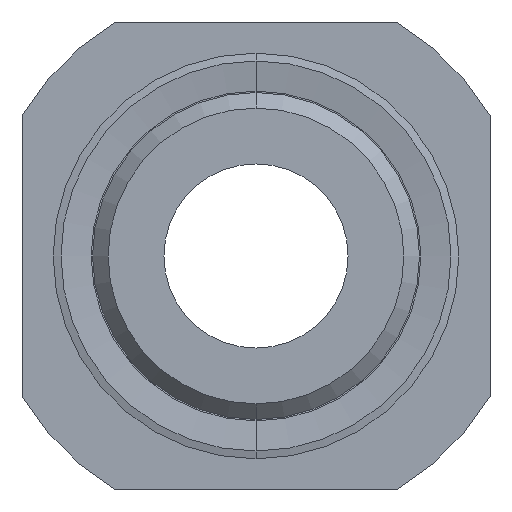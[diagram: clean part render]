
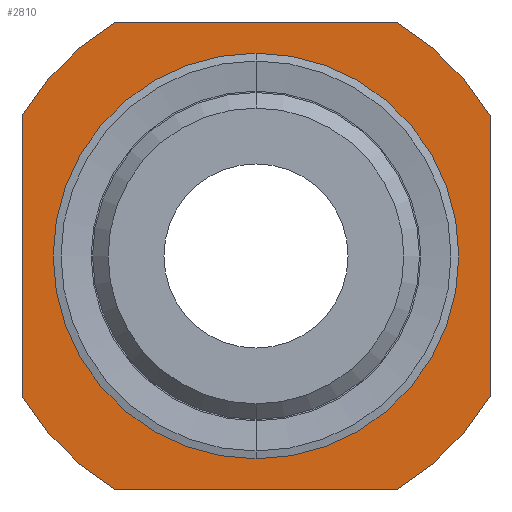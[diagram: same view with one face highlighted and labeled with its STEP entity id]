
A CAD part, left-side view. The second image highlights one B-rep face of the part: STEP entity #2810.
In plain terms, the highlighted planar face has unit normal (-1, 0, 0).
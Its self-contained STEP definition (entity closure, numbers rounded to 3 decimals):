
#44 = LINE ( 'NONE', #4699, #4031 ) ;
#86 = CIRCLE ( 'NONE', #4050, 13. ) ;
#119 = AXIS2_PLACEMENT_3D ( 'NONE', #880, #578, #4645 ) ;
#162 = ORIENTED_EDGE ( 'NONE', *, *, #3510, .T. ) ;
#287 = ORIENTED_EDGE ( 'NONE', *, *, #3698, .T. ) ;
#480 = VECTOR ( 'NONE', #4293, 1000. ) ;
#483 = VECTOR ( 'NONE', #1899, 1000. ) ;
#503 = EDGE_LOOP ( 'NONE', ( #3821, #2583 ) ) ;
#505 = VERTEX_POINT ( 'NONE', #4482 ) ;
#514 = EDGE_CURVE ( 'NONE', #4342, #2284, #86, .T. ) ;
#569 = VERTEX_POINT ( 'NONE', #4594 ) ;
#578 = DIRECTION ( 'NONE',  ( 1., 0., 0. ) ) ;
#688 = CIRCLE ( 'NONE', #1175, 17.5 ) ;
#695 = DIRECTION ( 'NONE',  ( 0., 0., -1. ) ) ;
#880 = CARTESIAN_POINT ( 'NONE',  ( -36., 0., 0. ) ) ;
#891 = EDGE_CURVE ( 'NONE', #2489, #4465, #44, .T. ) ;
#898 = CIRCLE ( 'NONE', #5105, 17.5 ) ;
#933 = DIRECTION ( 'NONE',  ( 0., 0., -1. ) ) ;
#996 = LINE ( 'NONE', #4315, #483 ) ;
#1072 = CIRCLE ( 'NONE', #3174, 17.5 ) ;
#1175 = AXIS2_PLACEMENT_3D ( 'NONE', #3166, #3081, #695 ) ;
#1272 = FACE_OUTER_BOUND ( 'NONE', #1964, .T. ) ;
#1320 = EDGE_CURVE ( 'NONE', #1702, #569, #3536, .T. ) ;
#1349 = CARTESIAN_POINT ( 'NONE',  ( -36., 0., 13. ) ) ;
#1413 = VERTEX_POINT ( 'NONE', #1842 ) ;
#1543 = CARTESIAN_POINT ( 'NONE',  ( -36., 0., 0. ) ) ;
#1702 = VERTEX_POINT ( 'NONE', #4554 ) ;
#1723 = ORIENTED_EDGE ( 'NONE', *, *, #4409, .T. ) ;
#1842 = CARTESIAN_POINT ( 'NONE',  ( -36., 15., 9.014 ) ) ;
#1899 = DIRECTION ( 'NONE',  ( 0., -1., 0. ) ) ;
#1964 = EDGE_LOOP ( 'NONE', ( #1723, #2872, #4476, #287, #162, #2883, #3341, #3853 ) ) ;
#2284 = VERTEX_POINT ( 'NONE', #3470 ) ;
#2307 = DIRECTION ( 'NONE',  ( -1., 0., 0. ) ) ;
#2331 = DIRECTION ( 'NONE',  ( 0., 0., -1. ) ) ;
#2448 = DIRECTION ( 'NONE',  ( 0., 0., -1. ) ) ;
#2466 = CIRCLE ( 'NONE', #119, 13. ) ;
#2467 = CARTESIAN_POINT ( 'NONE',  ( -36., -9.014, -15. ) ) ;
#2489 = VERTEX_POINT ( 'NONE', #4147 ) ;
#2507 = PLANE ( 'NONE',  #4099 ) ;
#2583 = ORIENTED_EDGE ( 'NONE', *, *, #514, .T. ) ;
#2810 = ADVANCED_FACE ( 'NONE', ( #1272, #4079 ), #2507, .F. ) ;
#2872 = ORIENTED_EDGE ( 'NONE', *, *, #3552, .T. ) ;
#2873 = EDGE_CURVE ( 'NONE', #2284, #4342, #2466, .T. ) ;
#2883 = ORIENTED_EDGE ( 'NONE', *, *, #1320, .T. ) ;
#3064 = CARTESIAN_POINT ( 'NONE',  ( -36., 9.014, -15. ) ) ;
#3081 = DIRECTION ( 'NONE',  ( -1., 0., 0. ) ) ;
#3134 = DIRECTION ( 'NONE',  ( 0., 1., 0. ) ) ;
#3166 = CARTESIAN_POINT ( 'NONE',  ( -36., 0., 0. ) ) ;
#3174 = AXIS2_PLACEMENT_3D ( 'NONE', #1543, #2307, #2331 ) ;
#3279 = DIRECTION ( 'NONE',  ( -1., 0., 0. ) ) ;
#3323 = DIRECTION ( 'NONE',  ( 1., 0., 0. ) ) ;
#3341 = ORIENTED_EDGE ( 'NONE', *, *, #3988, .T. ) ;
#3421 = VERTEX_POINT ( 'NONE', #2467 ) ;
#3470 = CARTESIAN_POINT ( 'NONE',  ( -36., 0., -13. ) ) ;
#3510 = EDGE_CURVE ( 'NONE', #3421, #1702, #1072, .T. ) ;
#3536 = LINE ( 'NONE', #4697, #480 ) ;
#3552 = EDGE_CURVE ( 'NONE', #1413, #505, #4750, .T. ) ;
#3613 = VECTOR ( 'NONE', #4474, 1000. ) ;
#3698 = EDGE_CURVE ( 'NONE', #5024, #3421, #996, .T. ) ;
#3821 = ORIENTED_EDGE ( 'NONE', *, *, #2873, .T. ) ;
#3853 = ORIENTED_EDGE ( 'NONE', *, *, #891, .T. ) ;
#3938 = CARTESIAN_POINT ( 'NONE',  ( -36., 15., -15. ) ) ;
#3988 = EDGE_CURVE ( 'NONE', #569, #2489, #4739, .T. ) ;
#4031 = VECTOR ( 'NONE', #3134, 1000. ) ;
#4050 = AXIS2_PLACEMENT_3D ( 'NONE', #4547, #3323, #933 ) ;
#4079 = FACE_BOUND ( 'NONE', #503, .T. ) ;
#4095 = EDGE_CURVE ( 'NONE', #505, #5024, #898, .T. ) ;
#4099 = AXIS2_PLACEMENT_3D ( 'NONE', #4890, #4456, #2448 ) ;
#4147 = CARTESIAN_POINT ( 'NONE',  ( -36., -9.014, 15. ) ) ;
#4293 = DIRECTION ( 'NONE',  ( 0., 0., 1. ) ) ;
#4307 = DIRECTION ( 'NONE',  ( 0., 0., -1. ) ) ;
#4310 = CARTESIAN_POINT ( 'NONE',  ( -36., 9.014, 15. ) ) ;
#4315 = CARTESIAN_POINT ( 'NONE',  ( -36., -15., -15. ) ) ;
#4342 = VERTEX_POINT ( 'NONE', #1349 ) ;
#4409 = EDGE_CURVE ( 'NONE', #4465, #1413, #688, .T. ) ;
#4456 = DIRECTION ( 'NONE',  ( 1., 0., 0. ) ) ;
#4465 = VERTEX_POINT ( 'NONE', #4310 ) ;
#4471 = AXIS2_PLACEMENT_3D ( 'NONE', #4746, #3279, #4694 ) ;
#4474 = DIRECTION ( 'NONE',  ( 0., 0., -1. ) ) ;
#4476 = ORIENTED_EDGE ( 'NONE', *, *, #4095, .T. ) ;
#4482 = CARTESIAN_POINT ( 'NONE',  ( -36., 15., -9.014 ) ) ;
#4547 = CARTESIAN_POINT ( 'NONE',  ( -36., 0., 0. ) ) ;
#4554 = CARTESIAN_POINT ( 'NONE',  ( -36., -15., -9.014 ) ) ;
#4594 = CARTESIAN_POINT ( 'NONE',  ( -36., -15., 9.014 ) ) ;
#4632 = CARTESIAN_POINT ( 'NONE',  ( -36., 0., 0. ) ) ;
#4645 = DIRECTION ( 'NONE',  ( 0., 0., -1. ) ) ;
#4694 = DIRECTION ( 'NONE',  ( 0., 0., -1. ) ) ;
#4697 = CARTESIAN_POINT ( 'NONE',  ( -36., -15., -15. ) ) ;
#4699 = CARTESIAN_POINT ( 'NONE',  ( -36., -15., 15. ) ) ;
#4739 = CIRCLE ( 'NONE', #4471, 17.5 ) ;
#4746 = CARTESIAN_POINT ( 'NONE',  ( -36., 0., 0. ) ) ;
#4750 = LINE ( 'NONE', #3938, #3613 ) ;
#4771 = DIRECTION ( 'NONE',  ( -1., 0., 0. ) ) ;
#4890 = CARTESIAN_POINT ( 'NONE',  ( -36., 13., 0. ) ) ;
#5024 = VERTEX_POINT ( 'NONE', #3064 ) ;
#5105 = AXIS2_PLACEMENT_3D ( 'NONE', #4632, #4771, #4307 ) ;
